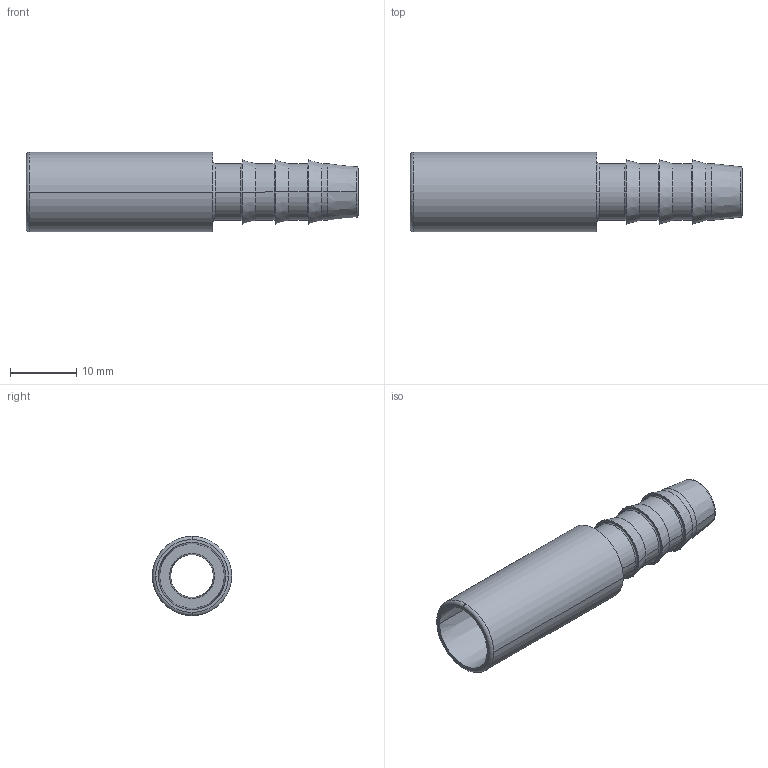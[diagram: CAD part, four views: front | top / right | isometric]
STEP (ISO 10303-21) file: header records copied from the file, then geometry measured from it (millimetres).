
FILE_DESCRIPTION(('STEP AP214'),'1');
FILE_NAME('3122_12_08.stp','2016-07-07T14:58:07',('TraceParts'),('TraceParts S.A.'),'Spatial InterOp 3D',' ',' ');
FILE_SCHEMA(('automotive_design'));
Length unit declared in the file: millimetre
Products named in the file (1): 1
Bounding box: 50.2 x 12 x 12 mm (x, y, z)
Volume: 1553.9 mm3; surface area: 3164.2 mm2
Topology: 1 solids, 1 shells, 42 faces, 103 edges, 67 vertices
Faces by surface type: cone 14, torus 12, cylinder 10, plane 6
Entity records: 1305 total; most frequent: DIRECTION 268, CARTESIAN_POINT 213, ORIENTED_EDGE 206, AXIS2_PLACEMENT_3D 122, EDGE_CURVE 103, CIRCLE 79, VERTEX_POINT 67, EDGE_LOOP 48
